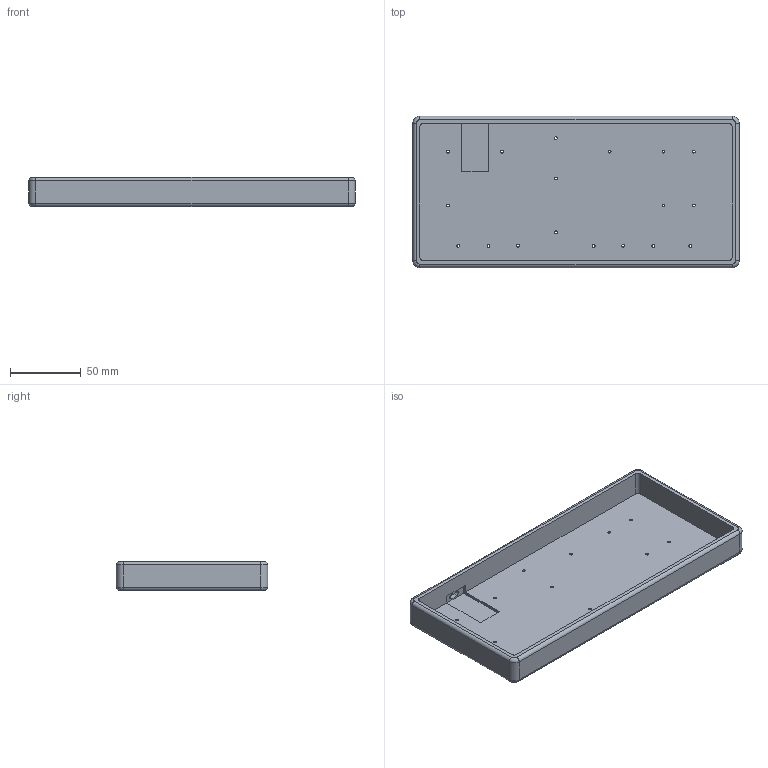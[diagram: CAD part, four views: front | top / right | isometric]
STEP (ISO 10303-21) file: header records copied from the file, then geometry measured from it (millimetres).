
FILE_DESCRIPTION(('HOOPS Exchange Step'),'2;1');
FILE_NAME('temp_export','2022-10-03T17:15:15-04:00',('mobile'),('Shapr3D Limited'),'HOOPS Exchange 2022.1','Shapr3D','Authorized');
FILE_SCHEMA( ('AP203_CONFIGURATION_CONTROLLED_3D_DESIGN_OF_MECHANICAL_PARTS_AND_ASSEMBLIES_MIM_LF') );
Length unit declared in the file: millimetre
Products named in the file (1): Case
Bounding box: 231.07 x 107.25 x 20.6 mm (x, y, z)
Volume: 127966 mm3; surface area: 73665.5 mm2
Topology: 1 solids, 1 shells, 99 faces, 293 edges, 214 vertices
Faces by surface type: cylinder 54, plane 37, torus 8
Full cylindrical faces by diameter (mm): 2 x18, 3.6 x18
Entity records: 3617 total; most frequent: DIRECTION 679, CARTESIAN_POINT 625, ORIENTED_EDGE 586, EDGE_CURVE 293, AXIS2_PLACEMENT_3D 288, VERTEX_POINT 214, CIRCLE 188, EDGE_LOOP 155
